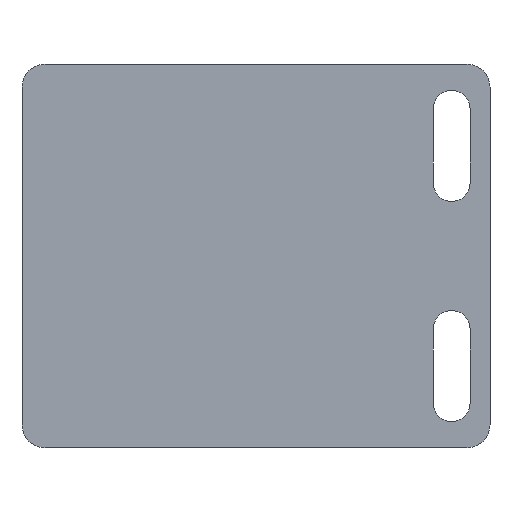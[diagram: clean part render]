
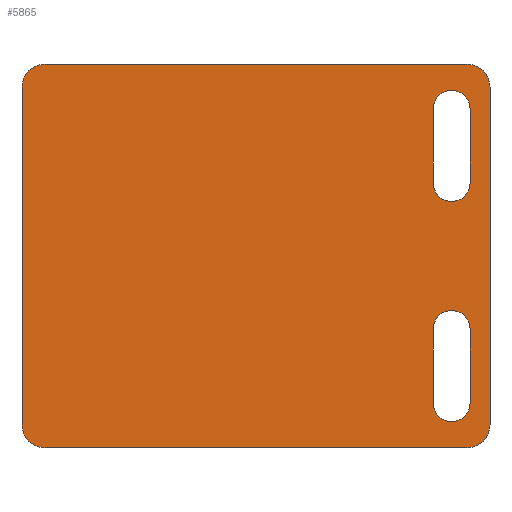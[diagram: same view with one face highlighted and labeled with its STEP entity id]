
A CAD part, left-side view. The second image highlights one B-rep face of the part: STEP entity #5865.
In plain terms, the highlighted face is planar.
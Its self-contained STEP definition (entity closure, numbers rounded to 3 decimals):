
#5309=DIRECTION('',(-1.,0.,0.));
#5310=VECTOR('',#5309,9.7);
#5311=CARTESIAN_POINT('',(19.2,-28.6,-7.5));
#5312=LINE('',#5311,#5310);
#5313=CARTESIAN_POINT('',(19.2,-31.,-7.5));
#5314=DIRECTION('',(0.,0.,1.));
#5315=DIRECTION('',(0.,-1.,0.));
#5316=AXIS2_PLACEMENT_3D('',#5313,#5314,#5315);
#5318=DIRECTION('',(1.,0.,0.));
#5319=VECTOR('',#5318,9.7);
#5320=CARTESIAN_POINT('',(9.5,-33.4,-7.5));
#5321=LINE('',#5320,#5319);
#5322=CARTESIAN_POINT('',(9.5,-31.,-7.5));
#5323=DIRECTION('',(0.,0.,1.));
#5324=DIRECTION('',(0.,1.,0.));
#5325=AXIS2_PLACEMENT_3D('',#5322,#5323,#5324);
#5327=CARTESIAN_POINT('',(-19.2,-31.,-7.5));
#5328=DIRECTION('',(0.,0.,1.));
#5329=DIRECTION('',(0.,1.,0.));
#5330=AXIS2_PLACEMENT_3D('',#5327,#5328,#5329);
#5332=DIRECTION('',(-1.,0.,0.));
#5333=VECTOR('',#5332,9.7);
#5334=CARTESIAN_POINT('',(-9.5,-28.6,-7.5));
#5335=LINE('',#5334,#5333);
#5336=CARTESIAN_POINT('',(-9.5,-31.,-7.5));
#5337=DIRECTION('',(0.,0.,1.));
#5338=DIRECTION('',(0.,-1.,0.));
#5339=AXIS2_PLACEMENT_3D('',#5336,#5337,#5338);
#5341=DIRECTION('',(1.,0.,0.));
#5342=VECTOR('',#5341,9.7);
#5343=CARTESIAN_POINT('',(-19.2,-33.4,-7.5));
#5344=LINE('',#5343,#5342);
#5345=CARTESIAN_POINT('',(22.,22.,-7.5));
#5346=DIRECTION('',(0.,0.,-1.));
#5347=DIRECTION('',(0.,1.,0.));
#5348=AXIS2_PLACEMENT_3D('',#5345,#5346,#5347);
#5350=DIRECTION('',(1.,0.,0.));
#5351=VECTOR('',#5350,44.);
#5352=CARTESIAN_POINT('',(-22.,25.,-7.5));
#5353=LINE('',#5352,#5351);
#5354=CARTESIAN_POINT('',(-22.,22.,-7.5));
#5355=DIRECTION('',(0.,0.,-1.));
#5356=DIRECTION('',(-1.,0.,0.));
#5357=AXIS2_PLACEMENT_3D('',#5354,#5355,#5356);
#5359=DIRECTION('',(0.,1.,0.));
#5360=VECTOR('',#5359,55.);
#5361=CARTESIAN_POINT('',(-25.,-33.,-7.5));
#5362=LINE('',#5361,#5360);
#5363=CARTESIAN_POINT('',(-22.,-33.,-7.5));
#5364=DIRECTION('',(0.,0.,-1.));
#5365=DIRECTION('',(0.,-1.,0.));
#5366=AXIS2_PLACEMENT_3D('',#5363,#5364,#5365);
#5368=DIRECTION('',(-1.,0.,0.));
#5369=VECTOR('',#5368,44.);
#5370=CARTESIAN_POINT('',(22.,-36.,-7.5));
#5371=LINE('',#5370,#5369);
#5372=CARTESIAN_POINT('',(22.,-33.,-7.5));
#5373=DIRECTION('',(0.,0.,-1.));
#5374=DIRECTION('',(1.,0.,0.));
#5375=AXIS2_PLACEMENT_3D('',#5372,#5373,#5374);
#5377=DIRECTION('',(0.,-1.,0.));
#5378=VECTOR('',#5377,55.);
#5379=CARTESIAN_POINT('',(25.,22.,-7.5));
#5380=LINE('',#5379,#5378);
#5441=CARTESIAN_POINT('',(19.2,-28.6,-7.5));
#5442=CARTESIAN_POINT('',(9.5,-28.6,-7.5));
#5443=VERTEX_POINT('',#5441);
#5444=VERTEX_POINT('',#5442);
#5445=CARTESIAN_POINT('',(9.5,-33.4,-7.5));
#5446=VERTEX_POINT('',#5445);
#5447=CARTESIAN_POINT('',(19.2,-33.4,-7.5));
#5448=VERTEX_POINT('',#5447);
#5449=CARTESIAN_POINT('',(-19.2,-28.6,-7.5));
#5450=CARTESIAN_POINT('',(-19.2,-33.4,-7.5));
#5451=VERTEX_POINT('',#5449);
#5452=VERTEX_POINT('',#5450);
#5453=CARTESIAN_POINT('',(-9.5,-33.4,-7.5));
#5454=VERTEX_POINT('',#5453);
#5455=CARTESIAN_POINT('',(-9.5,-28.6,-7.5));
#5456=VERTEX_POINT('',#5455);
#5509=CARTESIAN_POINT('',(22.,25.,-7.5));
#5510=VERTEX_POINT('',#5509);
#5511=CARTESIAN_POINT('',(25.,22.,-7.5));
#5512=VERTEX_POINT('',#5511);
#5517=CARTESIAN_POINT('',(-25.,22.,-7.5));
#5518=VERTEX_POINT('',#5517);
#5519=CARTESIAN_POINT('',(-22.,25.,-7.5));
#5520=VERTEX_POINT('',#5519);
#5525=CARTESIAN_POINT('',(25.,-33.,-7.5));
#5526=VERTEX_POINT('',#5525);
#5527=CARTESIAN_POINT('',(22.,-36.,-7.5));
#5528=VERTEX_POINT('',#5527);
#5533=CARTESIAN_POINT('',(-22.,-36.,-7.5));
#5534=VERTEX_POINT('',#5533);
#5535=CARTESIAN_POINT('',(-25.,-33.,-7.5));
#5536=VERTEX_POINT('',#5535);
#5830=CARTESIAN_POINT('',(0.,0.,-7.5));
#5831=DIRECTION('',(0.,0.,-1.));
#5832=DIRECTION('',(-1.,0.,0.));
#5833=AXIS2_PLACEMENT_3D('',#5830,#5831,#5832);
#5834=PLANE('',#5833);
#5835=ORIENTED_EDGE('',*,*,#5565,.F.);
#5836=ORIENTED_EDGE('',*,*,#5581,.F.);
#5837=ORIENTED_EDGE('',*,*,#5594,.F.);
#5838=ORIENTED_EDGE('',*,*,#5613,.F.);
#5840=ORIENTED_EDGE('',*,*,#5839,.F.);
#5842=ORIENTED_EDGE('',*,*,#5841,.F.);
#5844=ORIENTED_EDGE('',*,*,#5843,.F.);
#5846=ORIENTED_EDGE('',*,*,#5845,.F.);
#5847=EDGE_LOOP('',(#5835,#5836,#5837,#5838,#5840,#5842,#5844,#5846));
#5848=FACE_OUTER_BOUND('',#5847,.F.);
#5849=ORIENTED_EDGE('',*,*,#5812,.F.);
#5850=ORIENTED_EDGE('',*,*,#5798,.F.);
#5851=ORIENTED_EDGE('',*,*,#5784,.F.);
#5852=ORIENTED_EDGE('',*,*,#5825,.F.);
#5853=EDGE_LOOP('',(#5849,#5850,#5851,#5852));
#5854=FACE_BOUND('',#5853,.F.);
#5856=ORIENTED_EDGE('',*,*,#5855,.F.);
#5858=ORIENTED_EDGE('',*,*,#5857,.F.);
#5860=ORIENTED_EDGE('',*,*,#5859,.F.);
#5862=ORIENTED_EDGE('',*,*,#5861,.F.);
#5863=EDGE_LOOP('',(#5856,#5858,#5860,#5862));
#5864=FACE_BOUND('',#5863,.F.);
#5865=ADVANCED_FACE('',(#5848,#5854,#5864),#5834,.T.);
#5317=CIRCLE('',#5316,2.4);
#5326=CIRCLE('',#5325,2.4);
#5331=CIRCLE('',#5330,2.4);
#5340=CIRCLE('',#5339,2.4);
#5349=CIRCLE('',#5348,3.);
#5358=CIRCLE('',#5357,3.);
#5367=CIRCLE('',#5366,3.);
#5376=CIRCLE('',#5375,3.);
#5565=EDGE_CURVE('',#5510,#5512,#5349,.T.);
#5581=EDGE_CURVE('',#5520,#5510,#5353,.T.);
#5594=EDGE_CURVE('',#5518,#5520,#5358,.T.);
#5613=EDGE_CURVE('',#5536,#5518,#5362,.T.);
#5784=EDGE_CURVE('',#5454,#5456,#5340,.T.);
#5798=EDGE_CURVE('',#5456,#5451,#5335,.T.);
#5812=EDGE_CURVE('',#5451,#5452,#5331,.T.);
#5825=EDGE_CURVE('',#5452,#5454,#5344,.T.);
#5839=EDGE_CURVE('',#5534,#5536,#5367,.T.);
#5841=EDGE_CURVE('',#5528,#5534,#5371,.T.);
#5843=EDGE_CURVE('',#5526,#5528,#5376,.T.);
#5845=EDGE_CURVE('',#5512,#5526,#5380,.T.);
#5855=EDGE_CURVE('',#5443,#5444,#5312,.T.);
#5857=EDGE_CURVE('',#5448,#5443,#5317,.T.);
#5859=EDGE_CURVE('',#5446,#5448,#5321,.T.);
#5861=EDGE_CURVE('',#5444,#5446,#5326,.T.);
